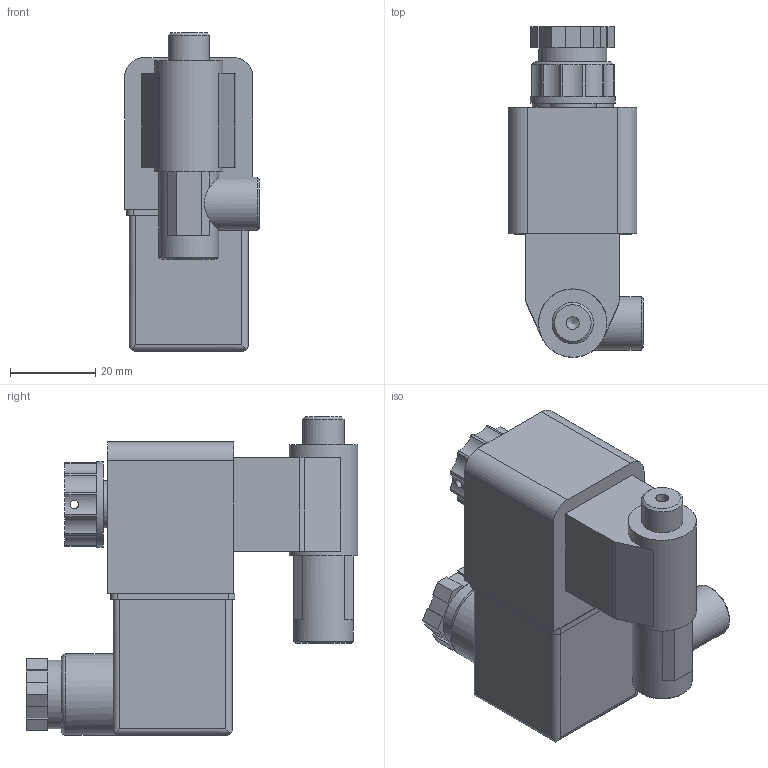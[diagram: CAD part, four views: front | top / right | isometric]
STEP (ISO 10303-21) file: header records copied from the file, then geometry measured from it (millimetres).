
FILE_DESCRIPTION(/* description */ ('STEP AP214'),/* implementation_level */ '2;1');
FILE_NAME(/* name */ '8178211_VOFX-LT-M32C-MY-G18-SG18-1A1-EX2-N',/* time_stamp */ '2024-09-17T01:34:55+02:00',/* author */ ('License CC BY-ND 4.0'),/* organization */ ('CADENAS'),/* preprocessor_version */ 'ST-DEVELOPER v19.3',/* originating_system */ 'PARTsolutions',/* authorisation */ ' ');
FILE_SCHEMA (('AUTOMOTIVE_DESIGN {1 0 10303 214 3 1 1}'));
Length unit declared in the file: millimetre
Products named in the file (1): 8178211 VOFX-LT-M32C-MY-G18-SG18-1A1-EX2-N---(high)
Bounding box: 31.5 x 77.5 x 74.5 mm (x, y, z)
Volume: 81148.6 mm3; surface area: 16669.6 mm2
Topology: 1 solids, 1 shells, 177 faces, 455 edges, 294 vertices
Faces by surface type: plane 118, cylinder 50, cone 7, torus 2
Full cylindrical faces by diameter (mm): 2 x1, 3 x1, 5.5 x1, 6.7 x1, 7.2 x1, 8.566 x1, 9.5 x1, 9.728 x1, 11 x1, 12.5 x1, 14 x1, 16 x2, 19 x1, 20 x1
Entity records: 6469 total; most frequent: CARTESIAN_POINT 937, DIRECTION 910, ORIENTED_EDGE 842, EDGE_CURVE 421, AXIS2_PLACEMENT_3D 318, VERTEX_POINT 286, LINE 274, VECTOR 274
